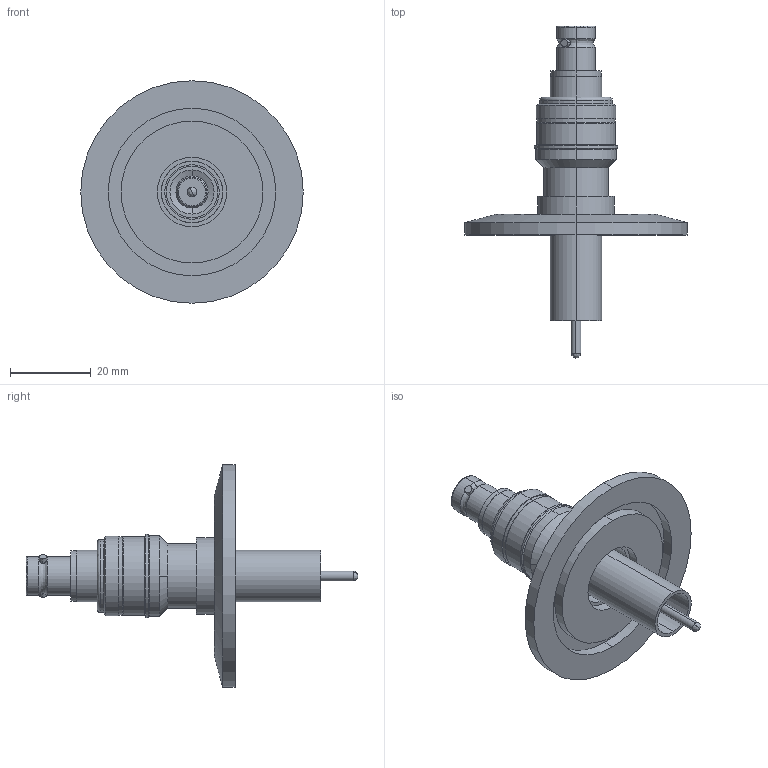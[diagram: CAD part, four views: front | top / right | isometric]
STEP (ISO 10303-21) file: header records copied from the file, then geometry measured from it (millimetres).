
FILE_DESCRIPTION (( 'STEP AP214' ), '1' );
FILE_NAME ('120XMF040-1.step', '2017-07-10T09:20:45', ( 'install' ), ( '' ), 'SwSTEP 2.0', 'SolidWorks 2015', '' );
FILE_SCHEMA (( 'AUTOMOTIVE_DESIGN' ));
Length unit declared in the file: inch
Products named in the file (1): 120XMF040-1
Bounding box: 54.99 x 82.04 x 54.99 mm (x, y, z)
Volume: 15605.2 mm3; surface area: 16284.5 mm2
Topology: 2 solids, 2 shells, 172 faces, 374 edges, 232 vertices
Faces by surface type: cylinder 88, plane 35, cone 31, bspline 18
Entity records: 5456 total; most frequent: CARTESIAN_POINT 1547, DIRECTION 891, ORIENTED_EDGE 744, AXIS2_PLACEMENT_3D 380, EDGE_CURVE 372, VERTEX_POINT 232, CIRCLE 225, EDGE_LOOP 202
